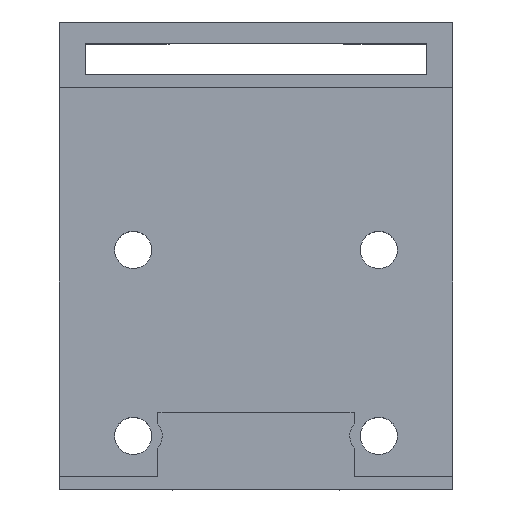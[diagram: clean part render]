
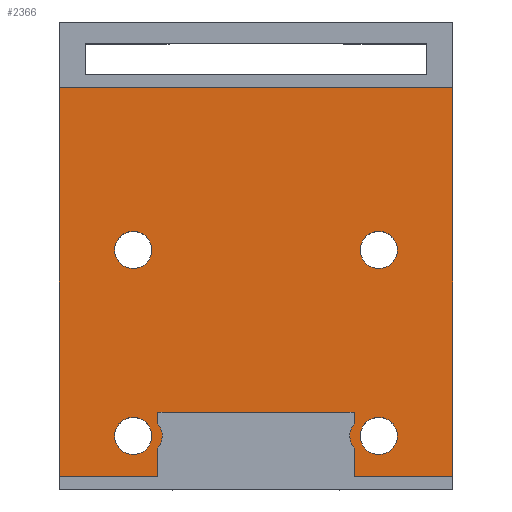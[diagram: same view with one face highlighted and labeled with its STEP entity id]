
A CAD part, top view. The second image highlights one B-rep face of the part: STEP entity #2366.
In plain terms, the highlighted planar face has unit normal (0, 0, 1).
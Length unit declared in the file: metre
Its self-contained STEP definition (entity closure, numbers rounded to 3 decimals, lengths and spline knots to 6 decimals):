
#67=B_SPLINE_CURVE_WITH_KNOTS('',3,(#3393,#3394,#3395,#3396,#3397),
 .UNSPECIFIED.,.F.,.F.,(4,1,4),(0.137085,0.250012,0.36294),
 .UNSPECIFIED.);
#68=B_SPLINE_CURVE_WITH_KNOTS('',3,(#3410,#3411,#3412,#3413,#3414),
 .UNSPECIFIED.,.F.,.F.,(4,1,4),(0.137085,0.250012,0.36294),
 .UNSPECIFIED.);
#139=CIRCLE('',#2528,0.0017);
#140=CIRCLE('',#2529,0.0017);
#141=CIRCLE('',#2530,0.0017);
#142=CIRCLE('',#2531,0.0017);
#332=ORIENTED_EDGE('',*,*,#996,.T.);
#333=ORIENTED_EDGE('',*,*,#1008,.T.);
#334=ORIENTED_EDGE('',*,*,#1009,.T.);
#335=ORIENTED_EDGE('',*,*,#1010,.F.);
#336=ORIENTED_EDGE('',*,*,#971,.T.);
#337=ORIENTED_EDGE('',*,*,#1011,.F.);
#338=ORIENTED_EDGE('',*,*,#1012,.F.);
#339=ORIENTED_EDGE('',*,*,#991,.T.);
#340=ORIENTED_EDGE('',*,*,#966,.T.);
#341=ORIENTED_EDGE('',*,*,#1013,.T.);
#342=ORIENTED_EDGE('',*,*,#978,.F.);
#343=ORIENTED_EDGE('',*,*,#1014,.T.);
#344=ORIENTED_EDGE('',*,*,#1015,.F.);
#345=ORIENTED_EDGE('',*,*,#1016,.F.);
#346=ORIENTED_EDGE('',*,*,#1017,.T.);
#347=ORIENTED_EDGE('',*,*,#1018,.T.);
#348=ORIENTED_EDGE('',*,*,#1019,.F.);
#349=ORIENTED_EDGE('',*,*,#1020,.F.);
#966=EDGE_CURVE('',#1309,#1307,#1532,.T.);
#971=EDGE_CURVE('',#1313,#1312,#67,.T.);
#978=EDGE_CURVE('',#1318,#1319,#68,.T.);
#991=EDGE_CURVE('',#1310,#1309,#1554,.T.);
#996=EDGE_CURVE('',#1331,#1330,#1558,.T.);
#1008=EDGE_CURVE('',#1330,#1337,#1570,.T.);
#1009=EDGE_CURVE('',#1337,#1338,#1571,.T.);
#1010=EDGE_CURVE('',#1313,#1338,#1572,.T.);
#1011=EDGE_CURVE('',#1339,#1312,#1573,.T.);
#1012=EDGE_CURVE('',#1310,#1339,#1574,.T.);
#1013=EDGE_CURVE('',#1307,#1319,#1575,.T.);
#1014=EDGE_CURVE('',#1318,#1340,#1576,.T.);
#1015=EDGE_CURVE('',#1341,#1340,#1577,.T.);
#1016=EDGE_CURVE('',#1331,#1341,#1578,.T.);
#1017=EDGE_CURVE('',#1342,#1342,#139,.F.);
#1018=EDGE_CURVE('',#1343,#1343,#140,.F.);
#1019=EDGE_CURVE('',#1344,#1344,#141,.F.);
#1020=EDGE_CURVE('',#1345,#1345,#142,.F.);
#1307=VERTEX_POINT('',#3381);
#1309=VERTEX_POINT('',#3384);
#1310=VERTEX_POINT('',#3388);
#1312=VERTEX_POINT('',#3392);
#1313=VERTEX_POINT('',#3398);
#1318=VERTEX_POINT('',#3409);
#1319=VERTEX_POINT('',#3415);
#1330=VERTEX_POINT('',#3448);
#1331=VERTEX_POINT('',#3450);
#1337=VERTEX_POINT('',#3471);
#1338=VERTEX_POINT('',#3473);
#1339=VERTEX_POINT('',#3476);
#1340=VERTEX_POINT('',#3480);
#1341=VERTEX_POINT('',#3482);
#1342=VERTEX_POINT('',#3485);
#1343=VERTEX_POINT('',#3487);
#1344=VERTEX_POINT('',#3489);
#1345=VERTEX_POINT('',#3491);
#1532=LINE('',#3383,#1783);
#1554=LINE('',#3438,#1805);
#1558=LINE('',#3449,#1809);
#1570=LINE('',#3470,#1821);
#1571=LINE('',#3472,#1822);
#1572=LINE('',#3474,#1823);
#1573=LINE('',#3475,#1824);
#1574=LINE('',#3477,#1825);
#1575=LINE('',#3478,#1826);
#1576=LINE('',#3479,#1827);
#1577=LINE('',#3481,#1828);
#1578=LINE('',#3483,#1829);
#1783=VECTOR('',#2766,1.);
#1805=VECTOR('',#2798,1.);
#1809=VECTOR('',#2808,1.);
#1821=VECTOR('',#2826,1.);
#1822=VECTOR('',#2827,1.);
#1823=VECTOR('',#2828,1.);
#1824=VECTOR('',#2829,1.);
#1825=VECTOR('',#2830,1.);
#1826=VECTOR('',#2831,1.);
#1827=VECTOR('',#2832,1.);
#1828=VECTOR('',#2833,1.);
#1829=VECTOR('',#2834,1.);
#1990=EDGE_LOOP('',(#332,#333,#334,#335,#336,#337,#338,#339,#340,#341,#342,
#343,#344,#345));
#1991=EDGE_LOOP('',(#346));
#1992=EDGE_LOOP('',(#347));
#1993=EDGE_LOOP('',(#348));
#1994=EDGE_LOOP('',(#349));
#2139=FACE_BOUND('',#1990,.T.);
#2140=FACE_BOUND('',#1991,.T.);
#2141=FACE_BOUND('',#1992,.T.);
#2142=FACE_BOUND('',#1993,.T.);
#2143=FACE_BOUND('',#1994,.T.);
#2279=PLANE('',#2527);
#2366=ADVANCED_FACE('',(#2139,#2140,#2141,#2142,#2143),#2279,.T.);
#2527=AXIS2_PLACEMENT_3D('',#3469,#2824,#2825);
#2528=AXIS2_PLACEMENT_3D('',#3484,#2835,#2836);
#2529=AXIS2_PLACEMENT_3D('',#3486,#2837,#2838);
#2530=AXIS2_PLACEMENT_3D('',#3488,#2839,#2840);
#2531=AXIS2_PLACEMENT_3D('',#3490,#2841,#2842);
#2766=DIRECTION('',(1.,0.,0.));
#2798=DIRECTION('',(1.,0.,0.));
#2808=DIRECTION('',(-1.,0.,0.));
#2824=DIRECTION('',(0.,0.,1.));
#2825=DIRECTION('',(-1.,0.,0.));
#2826=DIRECTION('',(0.,-1.,0.));
#2827=DIRECTION('',(1.,0.,0.));
#2828=DIRECTION('',(0.,-1.,0.));
#2829=DIRECTION('',(0.,-1.,0.));
#2830=DIRECTION('',(-1.,0.,0.));
#2831=DIRECTION('',(0.,-1.,0.));
#2832=DIRECTION('',(0.,-1.,0.));
#2833=DIRECTION('',(-1.,0.,0.));
#2834=DIRECTION('',(0.,-1.,0.));
#2835=DIRECTION('',(0.,0.,1.));
#2836=DIRECTION('',(0.,-1.,0.));
#2837=DIRECTION('',(0.,0.,1.));
#2838=DIRECTION('',(0.,-1.,0.));
#2839=DIRECTION('',(0.,0.,-1.));
#2840=DIRECTION('',(0.,-1.,0.));
#2841=DIRECTION('',(0.,0.,-1.));
#2842=DIRECTION('',(0.,-1.,0.));
#3381=CARTESIAN_POINT('',(0.008975,-0.06,-0.031999));
#3383=CARTESIAN_POINT('',(0.,-0.06,-0.031999));
#3384=CARTESIAN_POINT('',(0.007828,-0.06,-0.032));
#3388=CARTESIAN_POINT('',(-0.007828,-0.06,-0.032));
#3392=CARTESIAN_POINT('',(-0.008975,-0.061043,-0.032));
#3393=CARTESIAN_POINT('',(-0.008975,-0.063257,-0.032));
#3394=CARTESIAN_POINT('',(-0.008713,-0.062952,-0.032));
#3395=CARTESIAN_POINT('',(-0.008418,-0.062149,-0.032));
#3396=CARTESIAN_POINT('',(-0.008712,-0.061348,-0.032));
#3397=CARTESIAN_POINT('',(-0.008975,-0.061043,-0.032));
#3398=CARTESIAN_POINT('',(-0.008975,-0.063257,-0.032));
#3409=CARTESIAN_POINT('',(0.008975,-0.063257,-0.032));
#3410=CARTESIAN_POINT('',(0.008975,-0.063257,-0.032));
#3411=CARTESIAN_POINT('',(0.008713,-0.062952,-0.032));
#3412=CARTESIAN_POINT('',(0.008418,-0.062149,-0.032));
#3413=CARTESIAN_POINT('',(0.008712,-0.061348,-0.032));
#3414=CARTESIAN_POINT('',(0.008975,-0.061043,-0.032));
#3415=CARTESIAN_POINT('',(0.008975,-0.061043,-0.032));
#3438=CARTESIAN_POINT('',(0.,-0.06,-0.031999));
#3448=CARTESIAN_POINT('',(-0.018,-0.0303,-0.031999));
#3449=CARTESIAN_POINT('',(-0.0193,-0.0303,-0.031999));
#3450=CARTESIAN_POINT('',(0.018,-0.0303,-0.031999));
#3469=CARTESIAN_POINT('',(0.,-0.041053,-0.031999));
#3470=CARTESIAN_POINT('',(-0.018,-0.041053,-0.031999));
#3471=CARTESIAN_POINT('',(-0.018,-0.065858,-0.031999));
#3472=CARTESIAN_POINT('',(-0.011988,-0.065858,-0.031999));
#3473=CARTESIAN_POINT('',(-0.008975,-0.065858,-0.031999));
#3474=CARTESIAN_POINT('',(-0.008975,-0.053693,-0.031999));
#3475=CARTESIAN_POINT('',(-0.008975,-0.053693,-0.031999));
#3476=CARTESIAN_POINT('',(-0.008975,-0.06,-0.031999));
#3477=CARTESIAN_POINT('',(0.,-0.06,-0.031999));
#3478=CARTESIAN_POINT('',(0.008975,-0.053693,-0.031999));
#3479=CARTESIAN_POINT('',(0.008975,-0.053693,-0.031999));
#3480=CARTESIAN_POINT('',(0.008975,-0.065858,-0.031999));
#3481=CARTESIAN_POINT('',(0.011988,-0.065858,-0.031999));
#3482=CARTESIAN_POINT('',(0.018,-0.065858,-0.031999));
#3483=CARTESIAN_POINT('',(0.018,-0.041053,-0.031999));
#3484=CARTESIAN_POINT('',(0.011225,-0.06215,-0.031999));
#3485=CARTESIAN_POINT('',(0.011225,-0.06385,-0.031999));
#3486=CARTESIAN_POINT('',(0.011225,-0.04515,-0.031999));
#3487=CARTESIAN_POINT('',(0.011225,-0.04685,-0.031999));
#3488=CARTESIAN_POINT('',(-0.011225,-0.06215,-0.031999));
#3489=CARTESIAN_POINT('',(-0.011225,-0.06385,-0.031999));
#3490=CARTESIAN_POINT('',(-0.011225,-0.04515,-0.031999));
#3491=CARTESIAN_POINT('',(-0.011225,-0.04685,-0.031999));
